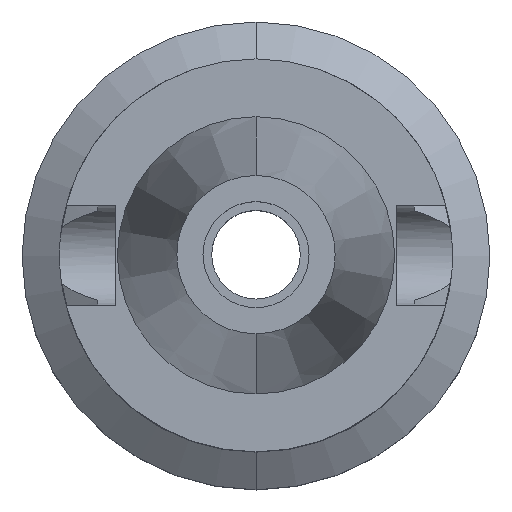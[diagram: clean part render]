
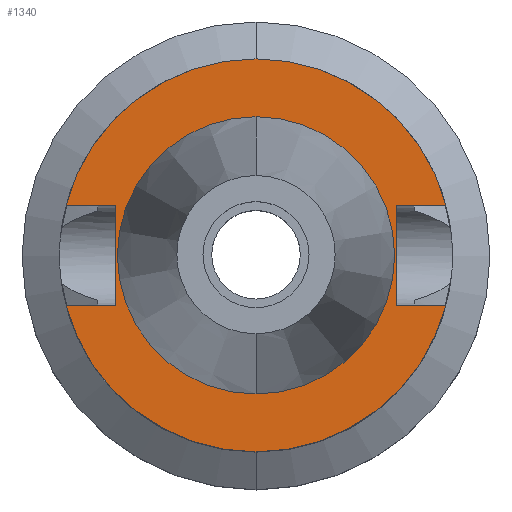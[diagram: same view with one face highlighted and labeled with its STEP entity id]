
A CAD part, top view. The second image highlights one B-rep face of the part: STEP entity #1340.
In plain terms, the highlighted planar face has unit normal (0, 0, 1).
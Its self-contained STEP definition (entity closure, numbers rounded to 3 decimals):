
#94=DIRECTION('',(0.,1.,0.));
#95=VECTOR('',#94,16.1);
#96=CARTESIAN_POINT('',(-22.5,-8.05,-1.));
#97=LINE('',#96,#95);
#101=DIRECTION('',(-1.,0.,0.));
#102=VECTOR('',#101,7.954);
#103=CARTESIAN_POINT('',(-22.5,8.05,-1.));
#104=LINE('',#103,#102);
#108=CARTESIAN_POINT('',(0.,0.,-1.));
#109=DIRECTION('',(0.,0.,-1.));
#110=DIRECTION('',(-0.967,0.256,0.));
#111=AXIS2_PLACEMENT_3D('',#108,#109,#110);
#116=CARTESIAN_POINT('',(0.,0.,-1.));
#117=DIRECTION('',(0.,0.,-1.));
#118=DIRECTION('',(0.,1.,0.));
#119=AXIS2_PLACEMENT_3D('',#116,#117,#118);
#124=DIRECTION('',(0.,-1.,0.));
#125=VECTOR('',#124,16.1);
#126=CARTESIAN_POINT('',(22.5,8.05,-1.));
#127=LINE('',#126,#125);
#131=DIRECTION('',(1.,0.,0.));
#132=VECTOR('',#131,7.954);
#133=CARTESIAN_POINT('',(22.5,-8.05,-1.));
#134=LINE('',#133,#132);
#138=CARTESIAN_POINT('',(0.,0.,-1.));
#139=DIRECTION('',(0.,0.,-1.));
#140=DIRECTION('',(0.967,-0.256,0.));
#141=AXIS2_PLACEMENT_3D('',#138,#139,#140);
#146=CARTESIAN_POINT('',(0.,0.,-1.));
#147=DIRECTION('',(0.,0.,-1.));
#148=DIRECTION('',(0.,-1.,0.));
#149=AXIS2_PLACEMENT_3D('',#146,#147,#148);
#154=CARTESIAN_POINT('',(0.,0.,-1.));
#155=DIRECTION('',(0.,0.,1.));
#156=DIRECTION('',(0.,-1.,0.));
#157=AXIS2_PLACEMENT_3D('',#154,#155,#156);
#162=CARTESIAN_POINT('',(0.,0.,-1.));
#163=DIRECTION('',(0.,0.,1.));
#164=DIRECTION('',(0.,1.,0.));
#165=AXIS2_PLACEMENT_3D('',#162,#163,#164);
#200=DIRECTION('',(-1.,0.,0.));
#201=VECTOR('',#200,7.954);
#202=CARTESIAN_POINT('',(-22.5,-8.05,-1.));
#203=LINE('',#202,#201);
#337=DIRECTION('',(1.,0.,0.));
#338=VECTOR('',#337,7.954);
#339=CARTESIAN_POINT('',(22.5,8.05,-1.));
#340=LINE('',#339,#338);
#1197=CARTESIAN_POINT('',(-22.5,-8.05,-1.));
#1198=VERTEX_POINT('',#1197);
#1199=CARTESIAN_POINT('',(-30.454,-8.05,-1.));
#1200=VERTEX_POINT('',#1199);
#1203=CARTESIAN_POINT('',(-22.5,8.05,-1.));
#1204=VERTEX_POINT('',#1203);
#1205=CARTESIAN_POINT('',(-30.454,8.05,-1.));
#1206=VERTEX_POINT('',#1205);
#1207=CARTESIAN_POINT('',(0.,31.5,-1.));
#1208=CARTESIAN_POINT('',(30.454,8.05,-1.));
#1209=VERTEX_POINT('',#1207);
#1210=VERTEX_POINT('',#1208);
#1211=CARTESIAN_POINT('',(22.5,8.05,-1.));
#1212=VERTEX_POINT('',#1211);
#1213=CARTESIAN_POINT('',(22.5,-8.05,-1.));
#1214=VERTEX_POINT('',#1213);
#1215=CARTESIAN_POINT('',(30.454,-8.05,-1.));
#1216=VERTEX_POINT('',#1215);
#1217=CARTESIAN_POINT('',(0.,-31.5,-1.));
#1218=VERTEX_POINT('',#1217);
#1219=CARTESIAN_POINT('',(0.,-22.225,-1.));
#1220=CARTESIAN_POINT('',(0.,22.225,-1.));
#1221=VERTEX_POINT('',#1219);
#1222=VERTEX_POINT('',#1220);
#1309=CARTESIAN_POINT('',(0.,0.,-1.));
#1310=DIRECTION('',(0.,0.,-1.));
#1311=DIRECTION('',(0.,-1.,0.));
#1312=AXIS2_PLACEMENT_3D('',#1309,#1310,#1311);
#1313=PLANE('',#1312);
#1315=ORIENTED_EDGE('',*,*,#1314,.T.);
#1317=ORIENTED_EDGE('',*,*,#1316,.T.);
#1319=ORIENTED_EDGE('',*,*,#1318,.T.);
#1321=ORIENTED_EDGE('',*,*,#1320,.T.);
#1323=ORIENTED_EDGE('',*,*,#1322,.F.);
#1325=ORIENTED_EDGE('',*,*,#1324,.T.);
#1327=ORIENTED_EDGE('',*,*,#1326,.T.);
#1329=ORIENTED_EDGE('',*,*,#1328,.T.);
#1331=ORIENTED_EDGE('',*,*,#1330,.T.);
#1333=ORIENTED_EDGE('',*,*,#1332,.F.);
#1334=EDGE_LOOP('',(#1315,#1317,#1319,#1321,#1323,#1325,#1327,#1329,#1331,
#1333));
#1335=FACE_OUTER_BOUND('',#1334,.F.);
#1336=ORIENTED_EDGE('',*,*,#1288,.T.);
#1337=ORIENTED_EDGE('',*,*,#1304,.T.);
#1338=EDGE_LOOP('',(#1336,#1337));
#1339=FACE_BOUND('',#1338,.F.);
#112=CIRCLE('',#111,31.5);
#120=CIRCLE('',#119,31.5);
#142=CIRCLE('',#141,31.5);
#150=CIRCLE('',#149,31.5);
#158=CIRCLE('',#157,22.225);
#166=CIRCLE('',#165,22.225);
#1288=EDGE_CURVE('',#1221,#1222,#158,.T.);
#1304=EDGE_CURVE('',#1222,#1221,#166,.T.);
#1314=EDGE_CURVE('',#1198,#1204,#97,.T.);
#1316=EDGE_CURVE('',#1204,#1206,#104,.T.);
#1318=EDGE_CURVE('',#1206,#1209,#112,.T.);
#1320=EDGE_CURVE('',#1209,#1210,#120,.T.);
#1322=EDGE_CURVE('',#1212,#1210,#340,.T.);
#1324=EDGE_CURVE('',#1212,#1214,#127,.T.);
#1326=EDGE_CURVE('',#1214,#1216,#134,.T.);
#1328=EDGE_CURVE('',#1216,#1218,#142,.T.);
#1330=EDGE_CURVE('',#1218,#1200,#150,.T.);
#1332=EDGE_CURVE('',#1198,#1200,#203,.T.);
#1340=ADVANCED_FACE('',(#1335,#1339),#1313,.F.);
